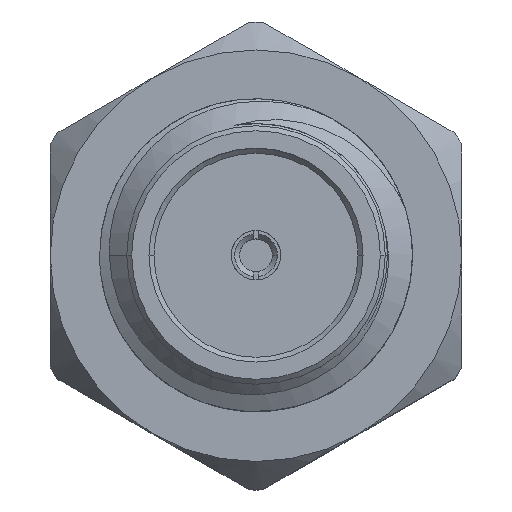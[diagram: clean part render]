
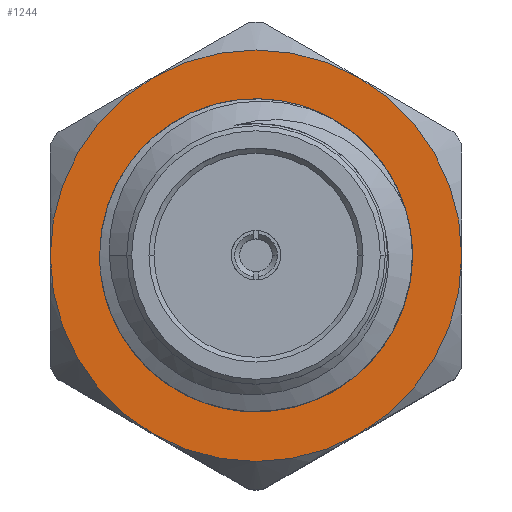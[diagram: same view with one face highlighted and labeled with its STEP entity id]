
A CAD part, top view. The second image highlights one B-rep face of the part: STEP entity #1244.
In plain terms, the highlighted planar face has unit normal (0, 0, 1).
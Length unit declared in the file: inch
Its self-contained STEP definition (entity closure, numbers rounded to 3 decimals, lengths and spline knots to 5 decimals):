
#48 = CARTESIAN_POINT ( 'NONE',  ( 0., 0., -0.25 ) ) ;
#140 = DIRECTION ( 'NONE',  ( 1., 0., 0. ) ) ;
#153 = EDGE_LOOP ( 'NONE', ( #3558, #807, #1042, #760, #2250, #2693 ) ) ;
#172 = CARTESIAN_POINT ( 'NONE',  ( 0., 0., -0.25 ) ) ;
#302 = FACE_BOUND ( 'NONE', #1350, .T. ) ;
#334 = CIRCLE ( 'NONE', #3702, 0.0785 ) ;
#396 = AXIS2_PLACEMENT_3D ( 'NONE', #1125, #2128, #140 ) ;
#501 = EDGE_CURVE ( 'NONE', #3343, #3368, #826, .T. ) ;
#545 = DIRECTION ( 'NONE',  ( 1., 0., 0. ) ) ;
#572 = DIRECTION ( 'NONE',  ( 1., 0., 0. ) ) ;
#579 = VERTEX_POINT ( 'NONE', #1944 ) ;
#585 = VERTEX_POINT ( 'NONE', #1313 ) ;
#607 = CARTESIAN_POINT ( 'NONE',  ( 0., 0., -0.25 ) ) ;
#624 = VERTEX_POINT ( 'NONE', #2609 ) ;
#636 = AXIS2_PLACEMENT_3D ( 'NONE', #3279, #1288, #3295 ) ;
#639 = PLANE ( 'NONE',  #3292 ) ;
#760 = ORIENTED_EDGE ( 'NONE', *, *, #501, .T. ) ;
#807 = ORIENTED_EDGE ( 'NONE', *, *, #1032, .T. ) ;
#822 = CARTESIAN_POINT ( 'NONE',  ( 0.0625, 0.10825, -0.25 ) ) ;
#826 = CIRCLE ( 'NONE', #1747, 0.125 ) ;
#891 = VERTEX_POINT ( 'NONE', #3249 ) ;
#1032 = EDGE_CURVE ( 'NONE', #4255, #1834, #3660, .T. ) ;
#1042 = ORIENTED_EDGE ( 'NONE', *, *, #2747, .T. ) ;
#1125 = CARTESIAN_POINT ( 'NONE',  ( 0., 0., -0.25 ) ) ;
#1143 = AXIS2_PLACEMENT_3D ( 'NONE', #2310, #3313, #1398 ) ;
#1214 = CARTESIAN_POINT ( 'NONE',  ( 0., 0., -0.25 ) ) ;
#1215 = CIRCLE ( 'NONE', #636, 0.125 ) ;
#1222 = CIRCLE ( 'NONE', #1867, 0.0785 ) ;
#1244 = ADVANCED_FACE ( 'NONE', ( #302, #3826 ), #639, .T. ) ;
#1288 = DIRECTION ( 'NONE',  ( 0., 0., 1. ) ) ;
#1313 = CARTESIAN_POINT ( 'NONE',  ( 0.0625, -0.10825, -0.25 ) ) ;
#1350 = EDGE_LOOP ( 'NONE', ( #2488, #1719 ) ) ;
#1373 = DIRECTION ( 'NONE',  ( 0., 0., 1. ) ) ;
#1398 = DIRECTION ( 'NONE',  ( 1., 0., 0. ) ) ;
#1557 = DIRECTION ( 'NONE',  ( 0., 0., 1. ) ) ;
#1583 = DIRECTION ( 'NONE',  ( 0., 0., -1. ) ) ;
#1635 = AXIS2_PLACEMENT_3D ( 'NONE', #48, #1373, #3403 ) ;
#1719 = ORIENTED_EDGE ( 'NONE', *, *, #2130, .T. ) ;
#1747 = AXIS2_PLACEMENT_3D ( 'NONE', #1214, #1557, #572 ) ;
#1834 = VERTEX_POINT ( 'NONE', #822 ) ;
#1866 = CARTESIAN_POINT ( 'NONE',  ( -0.125, 0., -0.25 ) ) ;
#1867 = AXIS2_PLACEMENT_3D ( 'NONE', #172, #2535, #545 ) ;
#1944 = CARTESIAN_POINT ( 'NONE',  ( -0.0785, 0., -0.25 ) ) ;
#1946 = DIRECTION ( 'NONE',  ( 0., 0., 1. ) ) ;
#2040 = DIRECTION ( 'NONE',  ( 1., 0., 0. ) ) ;
#2062 = EDGE_CURVE ( 'NONE', #3368, #891, #4246, .T. ) ;
#2128 = DIRECTION ( 'NONE',  ( 0., 0., 1. ) ) ;
#2130 = EDGE_CURVE ( 'NONE', #624, #579, #1222, .T. ) ;
#2250 = ORIENTED_EDGE ( 'NONE', *, *, #2062, .T. ) ;
#2310 = CARTESIAN_POINT ( 'NONE',  ( 0., 0., -0.25 ) ) ;
#2488 = ORIENTED_EDGE ( 'NONE', *, *, #3954, .T. ) ;
#2535 = DIRECTION ( 'NONE',  ( 0., 0., -1. ) ) ;
#2609 = CARTESIAN_POINT ( 'NONE',  ( 0.0785, 0., -0.25 ) ) ;
#2693 = ORIENTED_EDGE ( 'NONE', *, *, #2697, .T. ) ;
#2697 = EDGE_CURVE ( 'NONE', #891, #585, #3505, .T. ) ;
#2747 = EDGE_CURVE ( 'NONE', #1834, #3343, #3764, .T. ) ;
#2916 = CARTESIAN_POINT ( 'NONE',  ( 0., 0., -0.25 ) ) ;
#2991 = CARTESIAN_POINT ( 'NONE',  ( 0.125, 0., -0.25 ) ) ;
#3017 = EDGE_CURVE ( 'NONE', #585, #4255, #1215, .T. ) ;
#3050 = CARTESIAN_POINT ( 'NONE',  ( 0., 0., -0.25 ) ) ;
#3081 = DIRECTION ( 'NONE',  ( 0., 0., 1. ) ) ;
#3249 = CARTESIAN_POINT ( 'NONE',  ( -0.0625, -0.10825, -0.25 ) ) ;
#3260 = DIRECTION ( 'NONE',  ( 1., 0., 0. ) ) ;
#3279 = CARTESIAN_POINT ( 'NONE',  ( 0., 0., -0.25 ) ) ;
#3292 = AXIS2_PLACEMENT_3D ( 'NONE', #607, #1946, #3297 ) ;
#3295 = DIRECTION ( 'NONE',  ( 1., 0., 0. ) ) ;
#3297 = DIRECTION ( 'NONE',  ( 1., 0., 0. ) ) ;
#3313 = DIRECTION ( 'NONE',  ( 0., 0., 1. ) ) ;
#3343 = VERTEX_POINT ( 'NONE', #3443 ) ;
#3348 = AXIS2_PLACEMENT_3D ( 'NONE', #3050, #3081, #2040 ) ;
#3368 = VERTEX_POINT ( 'NONE', #1866 ) ;
#3403 = DIRECTION ( 'NONE',  ( 1., 0., 0. ) ) ;
#3443 = CARTESIAN_POINT ( 'NONE',  ( -0.0625, 0.10825, -0.25 ) ) ;
#3505 = CIRCLE ( 'NONE', #1143, 0.125 ) ;
#3558 = ORIENTED_EDGE ( 'NONE', *, *, #3017, .T. ) ;
#3660 = CIRCLE ( 'NONE', #3348, 0.125 ) ;
#3702 = AXIS2_PLACEMENT_3D ( 'NONE', #2916, #1583, #3260 ) ;
#3764 = CIRCLE ( 'NONE', #396, 0.125 ) ;
#3826 = FACE_OUTER_BOUND ( 'NONE', #153, .T. ) ;
#3954 = EDGE_CURVE ( 'NONE', #579, #624, #334, .T. ) ;
#4246 = CIRCLE ( 'NONE', #1635, 0.125 ) ;
#4255 = VERTEX_POINT ( 'NONE', #2991 ) ;
